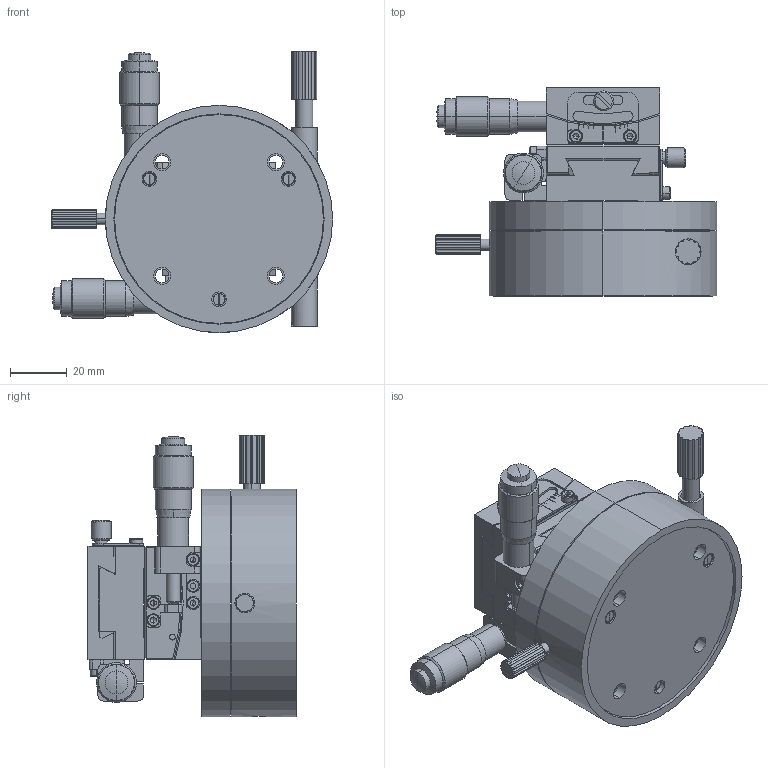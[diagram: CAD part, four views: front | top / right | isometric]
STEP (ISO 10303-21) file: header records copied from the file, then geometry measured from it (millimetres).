
FILE_DESCRIPTION (( 'STEP AP203' ), '1' );
FILE_NAME ('GCM-901103M.STEP', '2019-05-30T04:41:53', ( '' ), ( '' ), 'SwSTEP 2.0', 'SolidWorks 2015', '' );
FILE_SCHEMA (( 'CONFIG_CONTROL_DESIGN' ));
Length unit declared in the file: millimetre
Products named in the file (1): GCM-901103M
Bounding box: 99 x 73.2 x 99 mm (x, y, z)
Surface area: 60616.7 mm2 (no closed solid volume)
Topology: 0 solids, 74 shells, 783 faces, 2554 edges, 1727 vertices
Faces by surface type: cylinder 317, plane 306, cone 99, bspline 61
Entity records: 33392 total; most frequent: CARTESIAN_POINT 12018, DIRECTION 4412, ORIENTED_EDGE 4058, EDGE_CURVE 2477, VERTEX_POINT 1720, AXIS2_PLACEMENT_3D 1651, LINE 1110, VECTOR 1110
